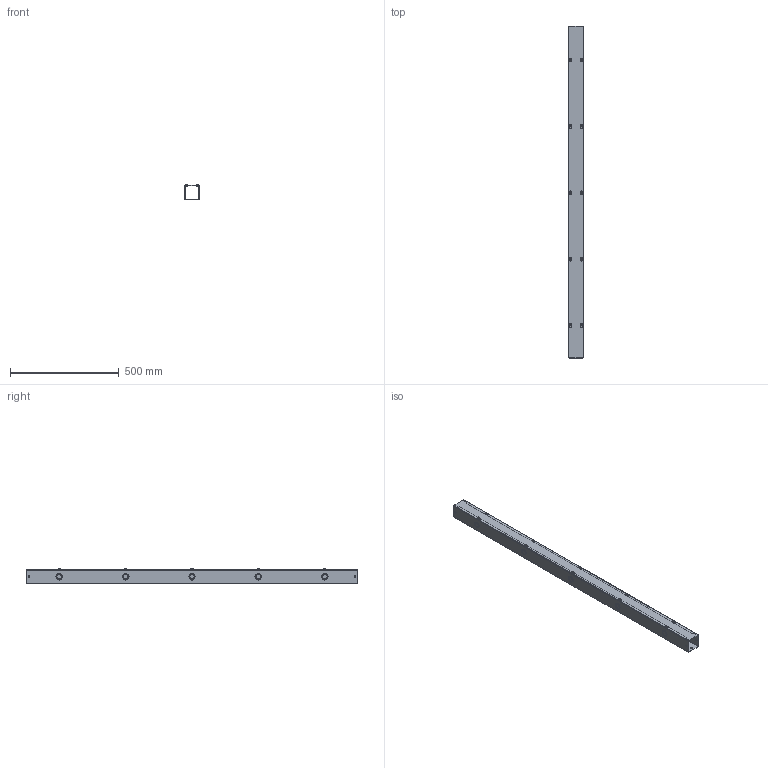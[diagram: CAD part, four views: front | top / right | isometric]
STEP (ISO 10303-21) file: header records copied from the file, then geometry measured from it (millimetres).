
FILE_DESCRIPTION (( 'STEP AP203' ), '1' );
FILE_NAME ('CWSC260.step', '2024-04-25T15:04:06', ( '' ), ( '' ), 'SwSTEP 2.0', 'SolidWorks 2023', '' );
FILE_SCHEMA (( 'CONFIG_CONTROL_DESIGN' ));
Length unit declared in the file: inch
Products named in the file (1): CWSC260
Bounding box: 70.05 x 1524 x 70.84 mm (x, y, z)
Volume: 625702.9 mm3; surface area: 862439.7 mm2
Topology: 12 solids, 12 shells, 778 faces, 2142 edges, 1408 vertices
Faces by surface type: cylinder 370, plane 348, bspline 40, cone 20
Entity records: 26967 total; most frequent: CARTESIAN_POINT 6589, DIRECTION 4340, ORIENTED_EDGE 4284, EDGE_CURVE 2142, AXIS2_PLACEMENT_3D 1559, VERTEX_POINT 1408, VECTOR 1222, LINE 1222
